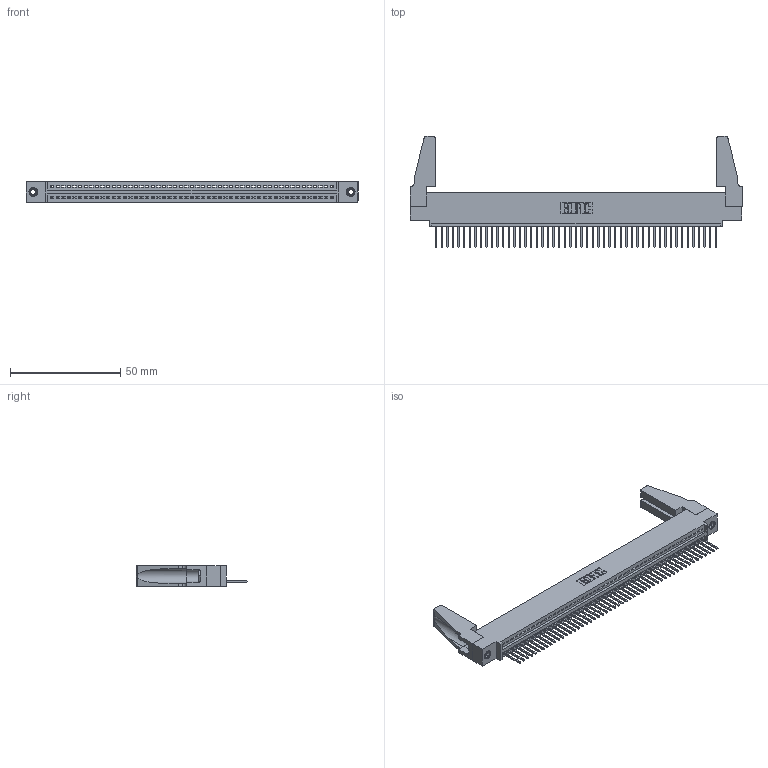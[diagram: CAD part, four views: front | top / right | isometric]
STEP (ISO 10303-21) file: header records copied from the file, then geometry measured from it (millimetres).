
FILE_DESCRIPTION (( 'STEP AP203' ), '1' );
FILE_NAME ('345-051-523-488.STEP', '2019-10-09T15:33:36', ( '' ), ( '' ), 'SwSTEP 2.0', 'SolidWorks 2016', '' );
FILE_SCHEMA (( 'CONFIG_CONTROL_DESIGN' ));
Length unit declared in the file: inch
Products named in the file (5): 345-051-523-488; 345 Part_0.110 Offset - 0.156 Dia-TH; 345-250-001_345-250-001-102; 345-292-001_345-293-123; 345-220-078_345-220-088
Assembly tree (56 placements, depth 2):
  345-051-523-488
    345 Part_0.110 Offset - 0.156 Dia-TH
    345-292-001_345-293-123  x51
    345-250-001_345-250-001-102  x2
    345-220-078_345-220-088  x2
Bounding box: 150.77 x 50.47 x 9.4 mm (x, y, z)
Volume: 17553.8 mm3; surface area: 22394.2 mm2
Topology: 56 solids, 56 shells, 3212 faces, 9643 edges, 6350 vertices
Faces by surface type: plane 2196, cylinder 1000, cone 12, torus 4
Entity records: 39470 total; most frequent: CARTESIAN_POINT 6827, ORIENTED_EDGE 6772, DIRECTION 5956, EDGE_CURVE 3386, LINE 3008, VECTOR 3008, VERTEX_POINT 2250, AXIS2_PLACEMENT_3D 1474
